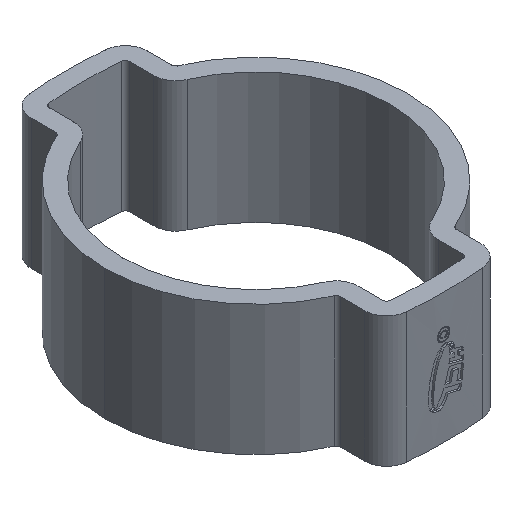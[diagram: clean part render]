
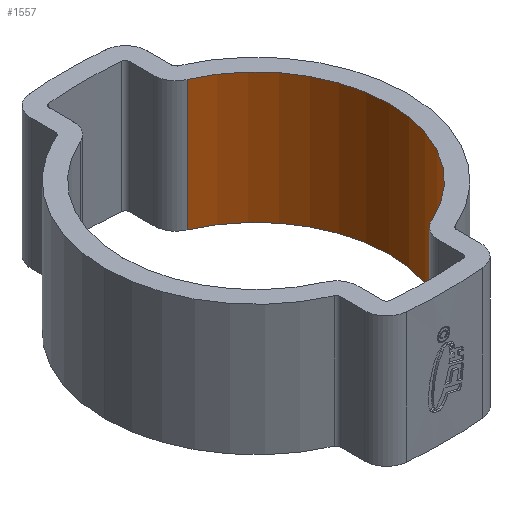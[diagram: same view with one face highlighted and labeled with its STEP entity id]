
A CAD part, isometric view. The second image highlights one B-rep face of the part: STEP entity #1557.
In plain terms, the highlighted cylindrical face has radius 6.65 mm (diameter 13.3 mm), a partial arc.
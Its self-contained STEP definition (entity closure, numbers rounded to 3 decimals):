
#12 = CIRCLE ( 'NONE', #5265, 6.65 ) ;
#103 = AXIS2_PLACEMENT_3D ( 'NONE', #1854, #3657, #4204 ) ;
#230 = FACE_OUTER_BOUND ( 'NONE', #5385, .T. ) ;
#265 = AXIS2_PLACEMENT_3D ( 'NONE', #736, #4724, #5633 ) ;
#433 = DIRECTION ( 'NONE',  ( 0., 0., -1. ) ) ;
#736 = CARTESIAN_POINT ( 'NONE',  ( 0., 0., 3.25 ) ) ;
#795 = ORIENTED_EDGE ( 'NONE', *, *, #3518, .T. ) ;
#1050 = VERTEX_POINT ( 'NONE', #2956 ) ;
#1331 = LINE ( 'NONE', #2735, #4785 ) ;
#1359 = ORIENTED_EDGE ( 'NONE', *, *, #4312, .T. ) ;
#1395 = CARTESIAN_POINT ( 'NONE',  ( 2.66, 6.095, 3.25 ) ) ;
#1557 = ADVANCED_FACE ( 'NONE', ( #230 ), #3343, .F. ) ;
#1730 = DIRECTION ( 'NONE',  ( 0., 0., 1. ) ) ;
#1854 = CARTESIAN_POINT ( 'NONE',  ( 0., 0., -3.25 ) ) ;
#1978 = VERTEX_POINT ( 'NONE', #3368 ) ;
#2133 = VERTEX_POINT ( 'NONE', #2853 ) ;
#2418 = ORIENTED_EDGE ( 'NONE', *, *, #4665, .F. ) ;
#2472 = VECTOR ( 'NONE', #4723, 1000. ) ;
#2735 = CARTESIAN_POINT ( 'NONE',  ( 2.66, -6.095, 3.25 ) ) ;
#2853 = CARTESIAN_POINT ( 'NONE',  ( 2.66, -6.095, 3.25 ) ) ;
#2956 = CARTESIAN_POINT ( 'NONE',  ( 2.66, -6.095, -3.25 ) ) ;
#3127 = ORIENTED_EDGE ( 'NONE', *, *, #4617, .F. ) ;
#3343 = CYLINDRICAL_SURFACE ( 'NONE', #265, 6.65 ) ;
#3368 = CARTESIAN_POINT ( 'NONE',  ( 2.66, 6.095, -3.25 ) ) ;
#3433 = CARTESIAN_POINT ( 'NONE',  ( 2.66, 6.095, 3.25 ) ) ;
#3518 = EDGE_CURVE ( 'NONE', #2133, #4595, #12, .T. ) ;
#3657 = DIRECTION ( 'NONE',  ( 0., 0., 1. ) ) ;
#4204 = DIRECTION ( 'NONE',  ( -1., 0., 0. ) ) ;
#4312 = EDGE_CURVE ( 'NONE', #4595, #1978, #4513, .T. ) ;
#4513 = LINE ( 'NONE', #3433, #2472 ) ;
#4595 = VERTEX_POINT ( 'NONE', #1395 ) ;
#4606 = CIRCLE ( 'NONE', #103, 6.65 ) ;
#4617 = EDGE_CURVE ( 'NONE', #2133, #1050, #1331, .T. ) ;
#4665 = EDGE_CURVE ( 'NONE', #1050, #1978, #4606, .T. ) ;
#4723 = DIRECTION ( 'NONE',  ( 0., 0., -1. ) ) ;
#4724 = DIRECTION ( 'NONE',  ( 0., 0., -1. ) ) ;
#4785 = VECTOR ( 'NONE', #433, 1000. ) ;
#5265 = AXIS2_PLACEMENT_3D ( 'NONE', #5424, #1730, #5292 ) ;
#5292 = DIRECTION ( 'NONE',  ( -1., 0., 0. ) ) ;
#5385 = EDGE_LOOP ( 'NONE', ( #2418, #3127, #795, #1359 ) ) ;
#5424 = CARTESIAN_POINT ( 'NONE',  ( 0., 0., 3.25 ) ) ;
#5633 = DIRECTION ( 'NONE',  ( -1., 0., 0. ) ) ;
